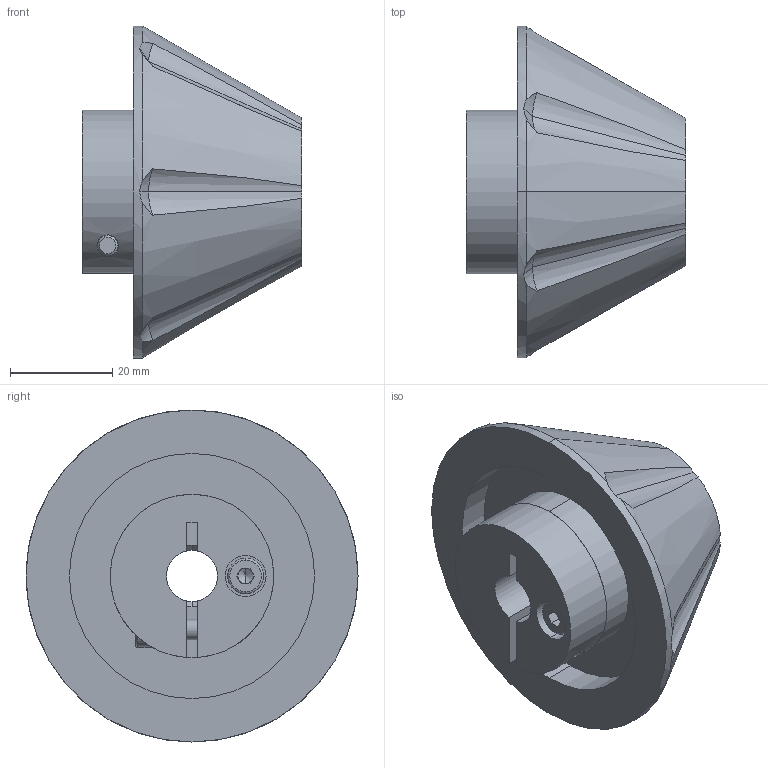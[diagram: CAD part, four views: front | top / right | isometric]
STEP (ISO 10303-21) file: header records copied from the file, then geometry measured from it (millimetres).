
FILE_DESCRIPTION (( 'STEP AP214' ), '1' );
FILE_NAME ('EL II-10-F-71.STEP', '2019-11-08T06:49:54', ( '' ), ( '' ), 'SwSTEP 2.0', 'SolidWorks 2019', '' );
FILE_SCHEMA (( 'AUTOMOTIVE_DESIGN' ));
Length unit declared in the file: millimetre
Products named in the file (1): EL II-10-F-71
Bounding box: 43 x 65 x 65 mm (x, y, z)
Volume: 59610.1 mm3; surface area: 16464.1 mm2
Topology: 4 solids, 4 shells, 128 faces, 301 edges, 184 vertices
Faces by surface type: cone 45, plane 43, cylinder 32, torus 8
Entity records: 5423 total; most frequent: CARTESIAN_POINT 1049, DIRECTION 620, ORIENTED_EDGE 590, EDGE_CURVE 295, AXIS2_PLACEMENT_3D 249, VERTEX_POINT 184, EDGE_LOOP 145, UNCERTAINTY_MEASURE_WITH_UNIT 134
